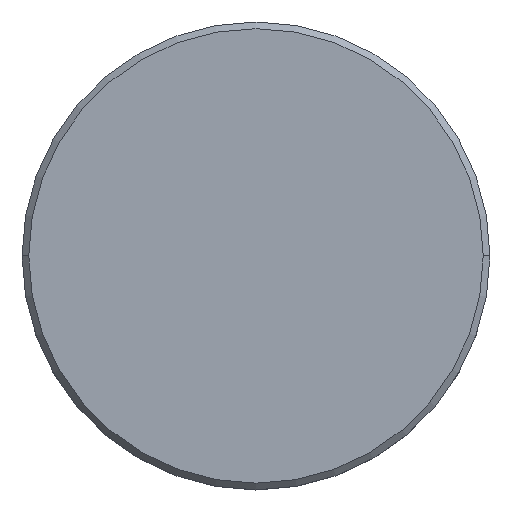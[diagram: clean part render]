
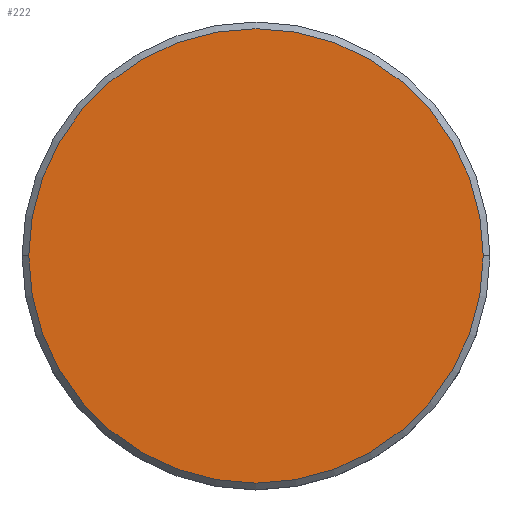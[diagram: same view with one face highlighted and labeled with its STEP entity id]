
A CAD part, top view. The second image highlights one B-rep face of the part: STEP entity #222.
In plain terms, the highlighted planar face has unit normal (0, 0, 1).
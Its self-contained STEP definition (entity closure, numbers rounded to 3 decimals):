
#28 = EDGE_LOOP ( 'NONE', ( #132, #633 ) ) ;
#101 = EDGE_CURVE ( 'NONE', #703, #396, #537, .T. ) ;
#110 = EDGE_CURVE ( 'NONE', #396, #703, #118, .T. ) ;
#118 = CIRCLE ( 'NONE', #272, 17. ) ;
#132 = ORIENTED_EDGE ( 'NONE', *, *, #110, .T. ) ;
#134 = DIRECTION ( 'NONE',  ( 1., 0., 0. ) ) ;
#222 = ADVANCED_FACE ( 'NONE', ( #961 ), #977, .T. ) ;
#230 = AXIS2_PLACEMENT_3D ( 'NONE', #991, #1080, #530 ) ;
#272 = AXIS2_PLACEMENT_3D ( 'NONE', #389, #377, #134 ) ;
#377 = DIRECTION ( 'NONE',  ( 0., 0., 1. ) ) ;
#388 = CARTESIAN_POINT ( 'NONE',  ( 17., 0., 0. ) ) ;
#389 = CARTESIAN_POINT ( 'NONE',  ( 0., 0., 0. ) ) ;
#396 = VERTEX_POINT ( 'NONE', #855 ) ;
#517 = AXIS2_PLACEMENT_3D ( 'NONE', #1130, #925, #752 ) ;
#530 = DIRECTION ( 'NONE',  ( 1., 0., 0. ) ) ;
#537 = CIRCLE ( 'NONE', #517, 17. ) ;
#633 = ORIENTED_EDGE ( 'NONE', *, *, #101, .T. ) ;
#703 = VERTEX_POINT ( 'NONE', #388 ) ;
#752 = DIRECTION ( 'NONE',  ( 1., 0., 0. ) ) ;
#855 = CARTESIAN_POINT ( 'NONE',  ( -17., 0., 0. ) ) ;
#925 = DIRECTION ( 'NONE',  ( 0., 0., 1. ) ) ;
#961 = FACE_OUTER_BOUND ( 'NONE', #28, .T. ) ;
#977 = PLANE ( 'NONE',  #230 ) ;
#991 = CARTESIAN_POINT ( 'NONE',  ( 0., 0., 0. ) ) ;
#1080 = DIRECTION ( 'NONE',  ( 0., 0., 1. ) ) ;
#1130 = CARTESIAN_POINT ( 'NONE',  ( 0., 0., 0. ) ) ;
